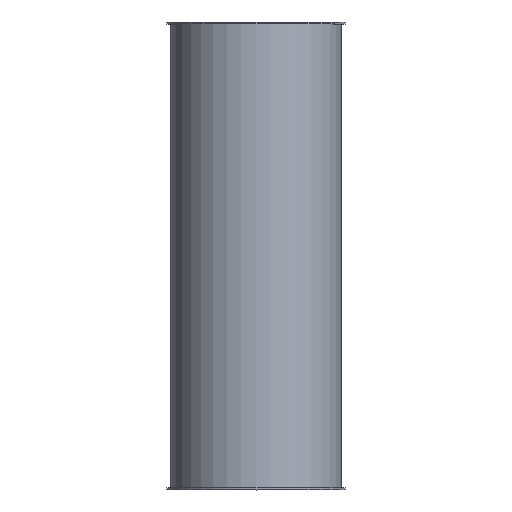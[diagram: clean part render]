
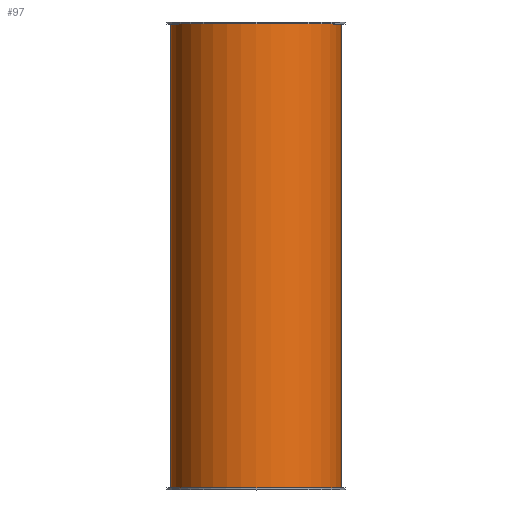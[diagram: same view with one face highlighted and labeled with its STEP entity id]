
A CAD part, top view. The second image highlights one B-rep face of the part: STEP entity #97.
In plain terms, the highlighted cylindrical face has radius 89 mm (diameter 178 mm), a full revolution.
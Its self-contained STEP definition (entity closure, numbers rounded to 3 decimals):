
#21=FACE_BOUND('',#40,.T.);
#29=FACE_OUTER_BOUND('',#39,.T.);
#39=EDGE_LOOP('',(#79));
#40=EDGE_LOOP('',(#80));
#53=CIRCLE('',#109,89.);
#54=CIRCLE('',#111,89.);
#61=VERTEX_POINT('',#162);
#62=VERTEX_POINT('',#165);
#69=EDGE_CURVE('',#61,#61,#53,.T.);
#70=EDGE_CURVE('',#62,#62,#54,.T.);
#79=ORIENTED_EDGE('',*,*,#70,.F.);
#80=ORIENTED_EDGE('',*,*,#69,.T.);
#92=CYLINDRICAL_SURFACE('',#110,89.);
#97=ADVANCED_FACE('',(#29,#21),#92,.T.);
#109=AXIS2_PLACEMENT_3D('',#163,#131,#132);
#110=AXIS2_PLACEMENT_3D('',#164,#133,#134);
#111=AXIS2_PLACEMENT_3D('',#166,#135,#136);
#131=DIRECTION('center_axis',(0.,1.,0.));
#132=DIRECTION('ref_axis',(1.,0.,0.));
#133=DIRECTION('center_axis',(0.,1.,0.));
#134=DIRECTION('ref_axis',(-1.,0.,0.));
#135=DIRECTION('center_axis',(0.,1.,0.));
#136=DIRECTION('ref_axis',(1.,0.,0.));
#162=CARTESIAN_POINT('',(-2.,2.,0.));
#163=CARTESIAN_POINT('Origin',(87.,2.,0.));
#164=CARTESIAN_POINT('Origin',(87.,244.,0.));
#165=CARTESIAN_POINT('',(-2.,486.,0.));
#166=CARTESIAN_POINT('Origin',(87.,486.,0.));
